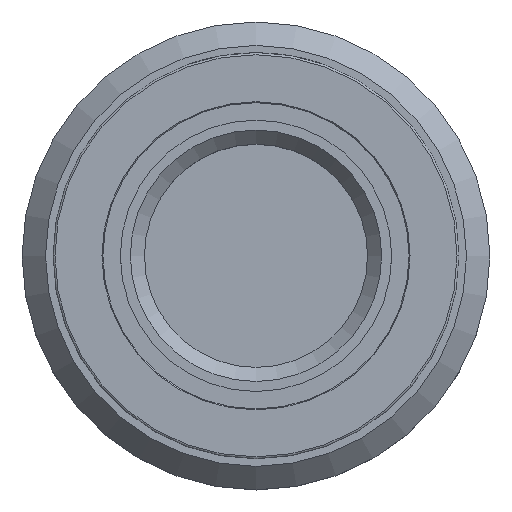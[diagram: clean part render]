
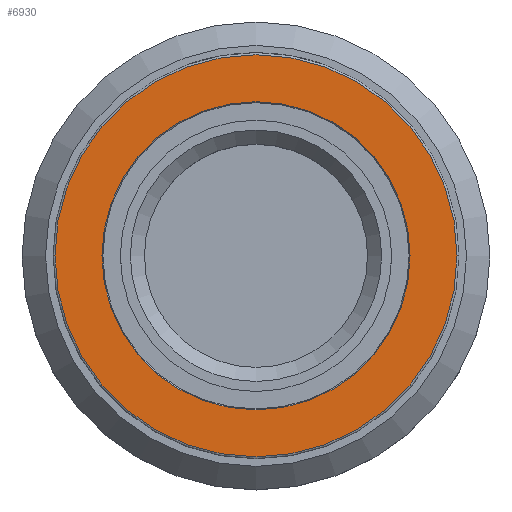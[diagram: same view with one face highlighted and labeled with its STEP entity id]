
A CAD part, top view. The second image highlights one B-rep face of the part: STEP entity #6930.
In plain terms, the highlighted planar face has unit normal (0, 0, 1).
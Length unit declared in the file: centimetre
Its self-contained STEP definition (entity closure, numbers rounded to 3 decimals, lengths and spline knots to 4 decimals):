
#1489=PLANE('',#7539);
#1730=VERTEX_POINT('',#9575);
#1731=VERTEX_POINT('',#9577);
#1738=VERTEX_POINT('',#9593);
#1739=VERTEX_POINT('',#9595);
#2411=CIRCLE('',#7453,2.0828);
#2418=CIRCLE('',#7462,2.7178);
#2466=CIRCLE('',#7540,2.0828);
#2467=CIRCLE('',#7541,2.7178);
#2719=EDGE_CURVE('',#1731,#1730,#2411,.T.);
#2727=EDGE_CURVE('',#1739,#1738,#2418,.T.);
#2979=EDGE_CURVE('',#1730,#1731,#2466,.F.);
#2980=EDGE_CURVE('',#1738,#1739,#2467,.T.);
#4196=ORIENTED_EDGE('',*,*,#2719,.T.);
#4197=ORIENTED_EDGE('',*,*,#2979,.T.);
#4198=ORIENTED_EDGE('',*,*,#2727,.T.);
#4199=ORIENTED_EDGE('',*,*,#2980,.T.);
#5935=EDGE_LOOP('',(#4196,#4197));
#5936=EDGE_LOOP('',(#4198,#4199));
#6461=FACE_BOUND('',#5935,.T.);
#6462=FACE_BOUND('',#5936,.T.);
#6930=ADVANCED_FACE('',(#6461,#6462),#1489,.T.);
#7453=AXIS2_PLACEMENT_3D('',#9576,#8212,#8213);
#7462=AXIS2_PLACEMENT_3D('',#9594,#8229,#8230);
#7539=AXIS2_PLACEMENT_3D('',#11667,#8434,$);
#7540=AXIS2_PLACEMENT_3D('',#11668,#8435,#8436);
#7541=AXIS2_PLACEMENT_3D('',#11669,#8437,#8438);
#8212=DIRECTION('',(0.,0.,-1.));
#8213=DIRECTION('',(2.083,0.,0.));
#8229=DIRECTION('',(0.,0.,1.));
#8230=DIRECTION('',(2.718,0.,0.));
#8434=DIRECTION('',(0.,0.,1.));
#8435=DIRECTION('',(0.,0.,1.));
#8436=DIRECTION('',(2.083,0.,0.));
#8437=DIRECTION('',(0.,0.,1.));
#8438=DIRECTION('',(2.718,0.,0.));
#9575=CARTESIAN_POINT('',(-2.0828,0.,0.));
#9576=CARTESIAN_POINT('',(0.,0.,0.));
#9577=CARTESIAN_POINT('',(2.0828,0.,0.));
#9593=CARTESIAN_POINT('',(-2.7178,0.,0.));
#9594=CARTESIAN_POINT('',(0.,0.,0.));
#9595=CARTESIAN_POINT('',(2.7178,0.,0.));
#11667=CARTESIAN_POINT('',(2.0701,0.,0.));
#11668=CARTESIAN_POINT('',(0.,0.,0.));
#11669=CARTESIAN_POINT('',(0.,0.,0.));
